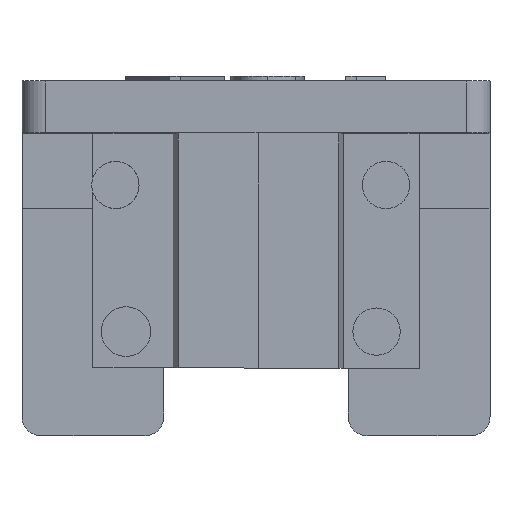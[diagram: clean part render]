
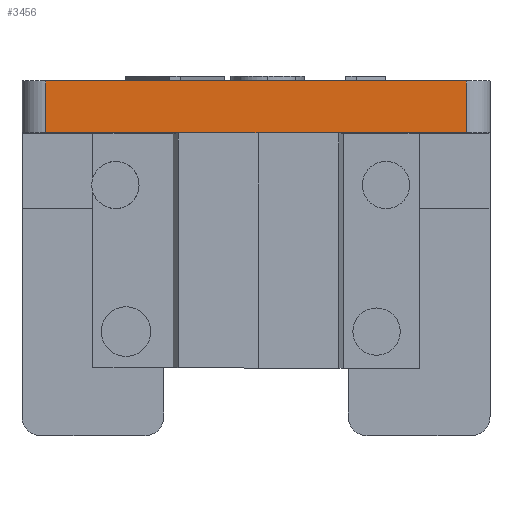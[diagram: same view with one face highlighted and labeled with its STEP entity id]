
A CAD part, top view. The second image highlights one B-rep face of the part: STEP entity #3456.
In plain terms, the highlighted planar face has unit normal (0, 0, 1).
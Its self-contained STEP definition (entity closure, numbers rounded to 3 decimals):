
#3456 = ADVANCED_FACE('',(#3457),#3471,.T.);
#3457 = FACE_BOUND('',#3458,.T.);
#3458 = EDGE_LOOP('',(#3459,#3494,#3522,#3550));
#3459 = ORIENTED_EDGE('',*,*,#3460,.F.);
#3460 = EDGE_CURVE('',#3461,#3463,#3465,.T.);
#3461 = VERTEX_POINT('',#3462);
#3462 = CARTESIAN_POINT('',(9.4,6.4,2.2));
#3463 = VERTEX_POINT('',#3464);
#3464 = CARTESIAN_POINT('',(0.5,6.4,2.2));
#3465 = SURFACE_CURVE('',#3466,(#3470,#3482),.PCURVE_S1.);
#3466 = LINE('',#3467,#3468);
#3467 = CARTESIAN_POINT('',(9.9,6.4,2.2));
#3468 = VECTOR('',#3469,1.);
#3469 = DIRECTION('',(-1.,0.,0.));
#3470 = PCURVE('',#3471,#3476);
#3471 = PLANE('',#3472);
#3472 = AXIS2_PLACEMENT_3D('',#3473,#3474,#3475);
#3473 = CARTESIAN_POINT('',(9.9,6.4,2.2));
#3474 = DIRECTION('',(0.,0.,1.));
#3475 = DIRECTION('',(-1.,0.,0.));
#3476 = DEFINITIONAL_REPRESENTATION('',(#3477),#3481);
#3477 = LINE('',#3478,#3479);
#3478 = CARTESIAN_POINT('',(-0.,0.));
#3479 = VECTOR('',#3480,1.);
#3480 = DIRECTION('',(1.,0.));
#3481 = ( GEOMETRIC_REPRESENTATION_CONTEXT(2) 
PARAMETRIC_REPRESENTATION_CONTEXT() REPRESENTATION_CONTEXT('2D SPACE',''
  ) );
#3482 = PCURVE('',#3483,#3488);
#3483 = PLANE('',#3484);
#3484 = AXIS2_PLACEMENT_3D('',#3485,#3486,#3487);
#3485 = CARTESIAN_POINT('',(4.95,6.4,0.4));
#3486 = DIRECTION('',(0.,1.,0.));
#3487 = DIRECTION('',(0.,0.,1.));
#3488 = DEFINITIONAL_REPRESENTATION('',(#3489),#3493);
#3489 = LINE('',#3490,#3491);
#3490 = CARTESIAN_POINT('',(1.8,4.95));
#3491 = VECTOR('',#3492,1.);
#3492 = DIRECTION('',(0.,-1.));
#3493 = ( GEOMETRIC_REPRESENTATION_CONTEXT(2) 
PARAMETRIC_REPRESENTATION_CONTEXT() REPRESENTATION_CONTEXT('2D SPACE',''
  ) );
#3494 = ORIENTED_EDGE('',*,*,#3495,.T.);
#3495 = EDGE_CURVE('',#3461,#3496,#3498,.T.);
#3496 = VERTEX_POINT('',#3497);
#3497 = CARTESIAN_POINT('',(9.4,7.5,2.2));
#3498 = SURFACE_CURVE('',#3499,(#3503,#3510),.PCURVE_S1.);
#3499 = LINE('',#3500,#3501);
#3500 = CARTESIAN_POINT('',(9.4,6.4,2.2));
#3501 = VECTOR('',#3502,1.);
#3502 = DIRECTION('',(0.,1.,0.));
#3503 = PCURVE('',#3471,#3504);
#3504 = DEFINITIONAL_REPRESENTATION('',(#3505),#3509);
#3505 = LINE('',#3506,#3507);
#3506 = CARTESIAN_POINT('',(0.5,0.));
#3507 = VECTOR('',#3508,1.);
#3508 = DIRECTION('',(0.,-1.));
#3509 = ( GEOMETRIC_REPRESENTATION_CONTEXT(2) 
PARAMETRIC_REPRESENTATION_CONTEXT() REPRESENTATION_CONTEXT('2D SPACE',''
  ) );
#3510 = PCURVE('',#3511,#3516);
#3511 = CYLINDRICAL_SURFACE('',#3512,0.5);
#3512 = AXIS2_PLACEMENT_3D('',#3513,#3514,#3515);
#3513 = CARTESIAN_POINT('',(9.4,6.4,1.7));
#3514 = DIRECTION('',(0.,1.,0.));
#3515 = DIRECTION('',(0.,0.,1.));
#3516 = DEFINITIONAL_REPRESENTATION('',(#3517),#3521);
#3517 = LINE('',#3518,#3519);
#3518 = CARTESIAN_POINT('',(0.,0.));
#3519 = VECTOR('',#3520,1.);
#3520 = DIRECTION('',(0.,1.));
#3521 = ( GEOMETRIC_REPRESENTATION_CONTEXT(2) 
PARAMETRIC_REPRESENTATION_CONTEXT() REPRESENTATION_CONTEXT('2D SPACE',''
  ) );
#3522 = ORIENTED_EDGE('',*,*,#3523,.T.);
#3523 = EDGE_CURVE('',#3496,#3524,#3526,.T.);
#3524 = VERTEX_POINT('',#3525);
#3525 = CARTESIAN_POINT('',(0.5,7.5,2.2));
#3526 = SURFACE_CURVE('',#3527,(#3531,#3538),.PCURVE_S1.);
#3527 = LINE('',#3528,#3529);
#3528 = CARTESIAN_POINT('',(9.9,7.5,2.2));
#3529 = VECTOR('',#3530,1.);
#3530 = DIRECTION('',(-1.,0.,0.));
#3531 = PCURVE('',#3471,#3532);
#3532 = DEFINITIONAL_REPRESENTATION('',(#3533),#3537);
#3533 = LINE('',#3534,#3535);
#3534 = CARTESIAN_POINT('',(0.,-1.1));
#3535 = VECTOR('',#3536,1.);
#3536 = DIRECTION('',(1.,0.));
#3537 = ( GEOMETRIC_REPRESENTATION_CONTEXT(2) 
PARAMETRIC_REPRESENTATION_CONTEXT() REPRESENTATION_CONTEXT('2D SPACE',''
  ) );
#3538 = PCURVE('',#3539,#3544);
#3539 = PLANE('',#3540);
#3540 = AXIS2_PLACEMENT_3D('',#3541,#3542,#3543);
#3541 = CARTESIAN_POINT('',(4.95,7.5,0.4));
#3542 = DIRECTION('',(0.,1.,0.));
#3543 = DIRECTION('',(0.,0.,1.));
#3544 = DEFINITIONAL_REPRESENTATION('',(#3545),#3549);
#3545 = LINE('',#3546,#3547);
#3546 = CARTESIAN_POINT('',(1.8,4.95));
#3547 = VECTOR('',#3548,1.);
#3548 = DIRECTION('',(0.,-1.));
#3549 = ( GEOMETRIC_REPRESENTATION_CONTEXT(2) 
PARAMETRIC_REPRESENTATION_CONTEXT() REPRESENTATION_CONTEXT('2D SPACE',''
  ) );
#3550 = ORIENTED_EDGE('',*,*,#3551,.F.);
#3551 = EDGE_CURVE('',#3463,#3524,#3552,.T.);
#3552 = SURFACE_CURVE('',#3553,(#3557,#3564),.PCURVE_S1.);
#3553 = LINE('',#3554,#3555);
#3554 = CARTESIAN_POINT('',(0.5,6.4,2.2));
#3555 = VECTOR('',#3556,1.);
#3556 = DIRECTION('',(0.,1.,0.));
#3557 = PCURVE('',#3471,#3558);
#3558 = DEFINITIONAL_REPRESENTATION('',(#3559),#3563);
#3559 = LINE('',#3560,#3561);
#3560 = CARTESIAN_POINT('',(9.4,0.));
#3561 = VECTOR('',#3562,1.);
#3562 = DIRECTION('',(0.,-1.));
#3563 = ( GEOMETRIC_REPRESENTATION_CONTEXT(2) 
PARAMETRIC_REPRESENTATION_CONTEXT() REPRESENTATION_CONTEXT('2D SPACE',''
  ) );
#3564 = PCURVE('',#3565,#3570);
#3565 = CYLINDRICAL_SURFACE('',#3566,0.5);
#3566 = AXIS2_PLACEMENT_3D('',#3567,#3568,#3569);
#3567 = CARTESIAN_POINT('',(0.5,6.4,1.7));
#3568 = DIRECTION('',(0.,1.,0.));
#3569 = DIRECTION('',(0.,0.,1.));
#3570 = DEFINITIONAL_REPRESENTATION('',(#3571),#3575);
#3571 = LINE('',#3572,#3573);
#3572 = CARTESIAN_POINT('',(-0.,0.));
#3573 = VECTOR('',#3574,1.);
#3574 = DIRECTION('',(-0.,1.));
#3575 = ( GEOMETRIC_REPRESENTATION_CONTEXT(2) 
PARAMETRIC_REPRESENTATION_CONTEXT() REPRESENTATION_CONTEXT('2D SPACE',''
  ) );
